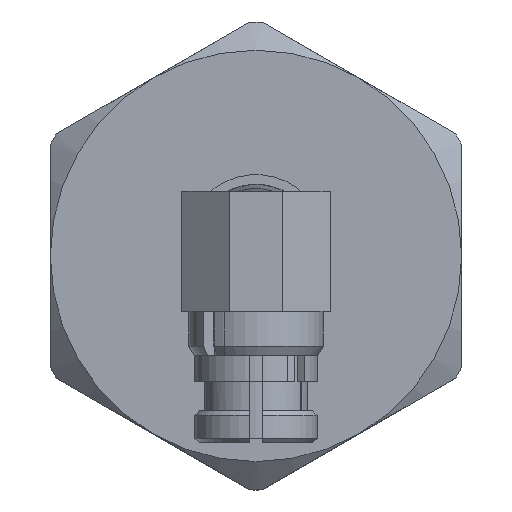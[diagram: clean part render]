
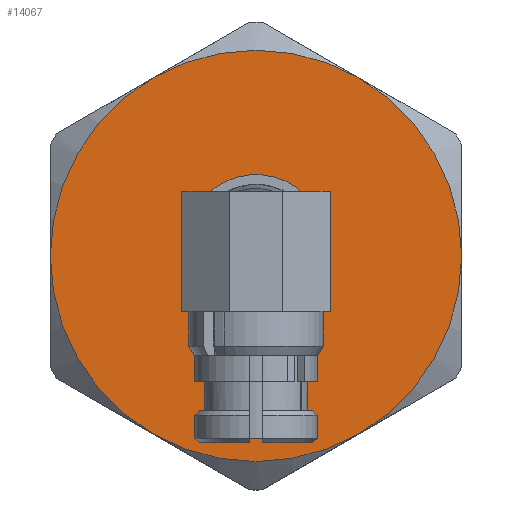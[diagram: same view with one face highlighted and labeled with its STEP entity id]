
A CAD part, top view. The second image highlights one B-rep face of the part: STEP entity #14067.
In plain terms, the highlighted face is planar.
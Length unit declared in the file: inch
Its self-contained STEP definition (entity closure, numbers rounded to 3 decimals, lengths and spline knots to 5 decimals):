
#721 = CIRCLE ( 'NONE', #16526, 0.2165 ) ;
#867 = CIRCLE ( 'NONE', #8106, 0.06116 ) ;
#1211 = AXIS2_PLACEMENT_3D ( 'NONE', #22836, #20730, #16346 ) ;
#1503 = DIRECTION ( 'NONE',  ( 0., 0., -1. ) ) ;
#1952 = CARTESIAN_POINT ( 'NONE',  ( 0.512, 0., 0.2165 ) ) ;
#2502 = CARTESIAN_POINT ( 'NONE',  ( 0.512, 0., 0. ) ) ;
#2504 = CIRCLE ( 'NONE', #27770, 0.2165 ) ;
#2557 = ORIENTED_EDGE ( 'NONE', *, *, #15549, .T. ) ;
#2728 = CARTESIAN_POINT ( 'NONE',  ( 0.512, 0.24633, 0. ) ) ;
#3567 = DIRECTION ( 'NONE',  ( 1., 0., 0. ) ) ;
#4165 = VERTEX_POINT ( 'NONE', #20259 ) ;
#4350 = DIRECTION ( 'NONE',  ( 0., 0., -1. ) ) ;
#4356 = DIRECTION ( 'NONE',  ( 0., 0., -1. ) ) ;
#4825 = DIRECTION ( 'NONE',  ( 1., 0., 0. ) ) ;
#5655 = VERTEX_POINT ( 'NONE', #1952 ) ;
#7536 = CIRCLE ( 'NONE', #1211, 0.2165 ) ;
#8106 = AXIS2_PLACEMENT_3D ( 'NONE', #20245, #13478, #16017 ) ;
#8981 = EDGE_CURVE ( 'NONE', #25572, #4165, #867, .T. ) ;
#9347 = ORIENTED_EDGE ( 'NONE', *, *, #24000, .T. ) ;
#9505 = CARTESIAN_POINT ( 'NONE',  ( 0.512, 0., -0.2165 ) ) ;
#9647 = CIRCLE ( 'NONE', #24957, 0.2165 ) ;
#10552 = ORIENTED_EDGE ( 'NONE', *, *, #12146, .T. ) ;
#10594 = CIRCLE ( 'NONE', #27259, 0.2165 ) ;
#11435 = CIRCLE ( 'NONE', #23170, 0.06116 ) ;
#11611 = PLANE ( 'NONE',  #26439 ) ;
#12146 = EDGE_CURVE ( 'NONE', #15723, #16073, #2504, .T. ) ;
#12192 = EDGE_LOOP ( 'NONE', ( #13909, #9347, #24857, #2557, #18392, #10552 ) ) ;
#12913 = CARTESIAN_POINT ( 'NONE',  ( 0.512, 0., 0. ) ) ;
#12997 = EDGE_CURVE ( 'NONE', #18255, #26403, #721, .T. ) ;
#13221 = CARTESIAN_POINT ( 'NONE',  ( 0.512, 0., 0.06116 ) ) ;
#13401 = CIRCLE ( 'NONE', #16103, 0.2165 ) ;
#13478 = DIRECTION ( 'NONE',  ( 1., 0., 0. ) ) ;
#13909 = ORIENTED_EDGE ( 'NONE', *, *, #21579, .T. ) ;
#13929 = DIRECTION ( 'NONE',  ( 1., 0., 0. ) ) ;
#14067 = ADVANCED_FACE ( 'NONE', ( #15299, #23899 ), #11611, .T. ) ;
#15297 = CARTESIAN_POINT ( 'NONE',  ( 0.512, -0.18749, -0.10825 ) ) ;
#15299 = FACE_BOUND ( 'NONE', #24633, .T. ) ;
#15549 = EDGE_CURVE ( 'NONE', #26403, #5655, #13401, .T. ) ;
#15555 = DIRECTION ( 'NONE',  ( 0., 0., -1. ) ) ;
#15723 = VERTEX_POINT ( 'NONE', #23275 ) ;
#15931 = EDGE_CURVE ( 'NONE', #5655, #15723, #7536, .T. ) ;
#16017 = DIRECTION ( 'NONE',  ( 0., 0., -1. ) ) ;
#16073 = VERTEX_POINT ( 'NONE', #15297 ) ;
#16103 = AXIS2_PLACEMENT_3D ( 'NONE', #16890, #25489, #1503 ) ;
#16346 = DIRECTION ( 'NONE',  ( 0., 0., -1. ) ) ;
#16492 = VERTEX_POINT ( 'NONE', #9505 ) ;
#16526 = AXIS2_PLACEMENT_3D ( 'NONE', #12913, #21368, #23620 ) ;
#16890 = CARTESIAN_POINT ( 'NONE',  ( 0.512, 0., 0. ) ) ;
#17606 = DIRECTION ( 'NONE',  ( 1., 0., 0. ) ) ;
#18255 = VERTEX_POINT ( 'NONE', #19968 ) ;
#18392 = ORIENTED_EDGE ( 'NONE', *, *, #15931, .T. ) ;
#18859 = ORIENTED_EDGE ( 'NONE', *, *, #22094, .F. ) ;
#19008 = CARTESIAN_POINT ( 'NONE',  ( 0.512, 0.18749, 0.10825 ) ) ;
#19678 = DIRECTION ( 'NONE',  ( 0., 0., -1. ) ) ;
#19968 = CARTESIAN_POINT ( 'NONE',  ( 0.512, 0.18749, -0.10825 ) ) ;
#20245 = CARTESIAN_POINT ( 'NONE',  ( 0.512, 0., 0. ) ) ;
#20259 = CARTESIAN_POINT ( 'NONE',  ( 0.512, 0., -0.06116 ) ) ;
#20730 = DIRECTION ( 'NONE',  ( 1., 0., 0. ) ) ;
#21368 = DIRECTION ( 'NONE',  ( 1., 0., 0. ) ) ;
#21579 = EDGE_CURVE ( 'NONE', #16073, #16492, #9647, .T. ) ;
#21894 = CARTESIAN_POINT ( 'NONE',  ( 0.512, 0., 0. ) ) ;
#22094 = EDGE_CURVE ( 'NONE', #4165, #25572, #11435, .T. ) ;
#22811 = DIRECTION ( 'NONE',  ( 0., 0., -1. ) ) ;
#22836 = CARTESIAN_POINT ( 'NONE',  ( 0.512, 0., 0. ) ) ;
#22953 = CARTESIAN_POINT ( 'NONE',  ( 0.512, 0., 0. ) ) ;
#23170 = AXIS2_PLACEMENT_3D ( 'NONE', #21894, #4825, #15555 ) ;
#23275 = CARTESIAN_POINT ( 'NONE',  ( 0.512, -0.18749, 0.10825 ) ) ;
#23620 = DIRECTION ( 'NONE',  ( 0., 0., -1. ) ) ;
#23899 = FACE_OUTER_BOUND ( 'NONE', #12192, .T. ) ;
#24000 = EDGE_CURVE ( 'NONE', #16492, #18255, #10594, .T. ) ;
#24310 = DIRECTION ( 'NONE',  ( 1., 0., 0. ) ) ;
#24633 = EDGE_LOOP ( 'NONE', ( #18859, #27663 ) ) ;
#24857 = ORIENTED_EDGE ( 'NONE', *, *, #12997, .T. ) ;
#24957 = AXIS2_PLACEMENT_3D ( 'NONE', #22953, #13929, #22811 ) ;
#25489 = DIRECTION ( 'NONE',  ( 1., 0., 0. ) ) ;
#25572 = VERTEX_POINT ( 'NONE', #13221 ) ;
#26403 = VERTEX_POINT ( 'NONE', #19008 ) ;
#26439 = AXIS2_PLACEMENT_3D ( 'NONE', #2728, #24310, #19678 ) ;
#27259 = AXIS2_PLACEMENT_3D ( 'NONE', #2502, #17606, #4350 ) ;
#27278 = CARTESIAN_POINT ( 'NONE',  ( 0.512, 0., 0. ) ) ;
#27663 = ORIENTED_EDGE ( 'NONE', *, *, #8981, .F. ) ;
#27770 = AXIS2_PLACEMENT_3D ( 'NONE', #27278, #3567, #4356 ) ;
